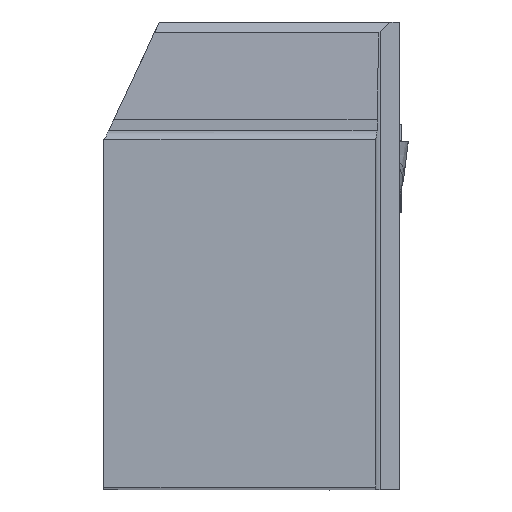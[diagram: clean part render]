
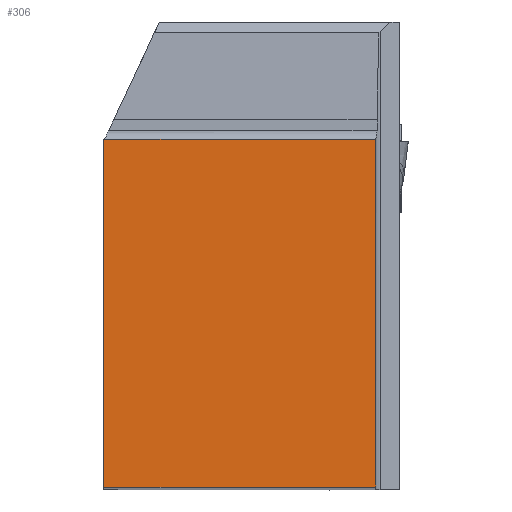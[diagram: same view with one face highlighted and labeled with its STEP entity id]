
A CAD part, top view. The second image highlights one B-rep face of the part: STEP entity #306.
In plain terms, the highlighted planar face has unit normal (0, 0, 1).
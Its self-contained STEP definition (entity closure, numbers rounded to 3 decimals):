
#306=ADVANCED_FACE('',(#529),#396,.T.);
#396=PLANE('',#3552);
#529=FACE_OUTER_BOUND('',#707,.T.);
#707=EDGE_LOOP('',(#1466,#1467,#1468,#1469));
#1466=ORIENTED_EDGE('',*,*,#2450,.F.);
#1467=ORIENTED_EDGE('',*,*,#2451,.F.);
#1468=ORIENTED_EDGE('',*,*,#2432,.T.);
#1469=ORIENTED_EDGE('',*,*,#2383,.T.);
#1961=VERTEX_POINT('',#10779);
#1962=VERTEX_POINT('',#10781);
#1996=VERTEX_POINT('',#10894);
#2007=VERTEX_POINT('',#10967);
#2383=EDGE_CURVE('',#1962,#1961,#3060,.T.);
#2432=EDGE_CURVE('',#1996,#1962,#3094,.T.);
#2450=EDGE_CURVE('',#2007,#1961,#3103,.T.);
#2451=EDGE_CURVE('',#1996,#2007,#3104,.T.);
#3060=LINE('',#10780,#3240);
#3094=LINE('',#10893,#3274);
#3103=LINE('',#10968,#3283);
#3104=LINE('',#10970,#3284);
#3240=VECTOR('',#3977,1.);
#3274=VECTOR('',#4061,1.);
#3283=VECTOR('',#4088,1.);
#3284=VECTOR('',#4091,1.);
#3552=AXIS2_PLACEMENT_3D('',#10971,#4092,#4093);
#3977=DIRECTION('',(1.,0.,0.));
#4061=DIRECTION('',(0.,-1.,0.));
#4088=DIRECTION('',(0.,-1.,0.));
#4091=DIRECTION('',(1.,0.,0.));
#4092=DIRECTION('',(0.,0.,1.));
#4093=DIRECTION('',(1.,0.,0.));
#10779=CARTESIAN_POINT('',(25.,0.,0.));
#10780=CARTESIAN_POINT('',(0.,0.,0.));
#10781=CARTESIAN_POINT('',(0.,0.,0.));
#10893=CARTESIAN_POINT('',(0.,32.,0.));
#10894=CARTESIAN_POINT('',(0.,32.,0.));
#10967=CARTESIAN_POINT('',(25.,32.,0.));
#10968=CARTESIAN_POINT('',(25.,32.,0.));
#10970=CARTESIAN_POINT('',(0.,32.,0.));
#10971=CARTESIAN_POINT('',(12.5,16.,0.));
